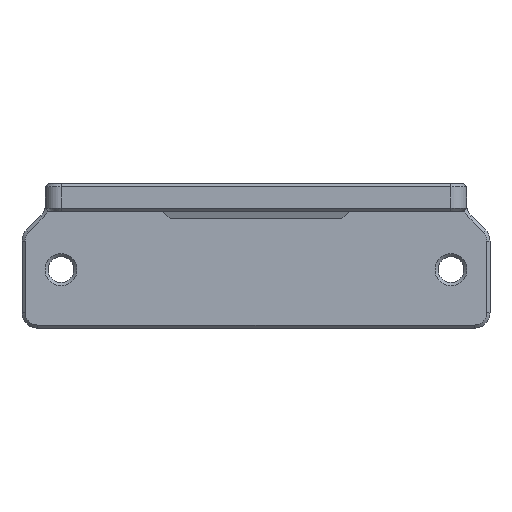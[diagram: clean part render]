
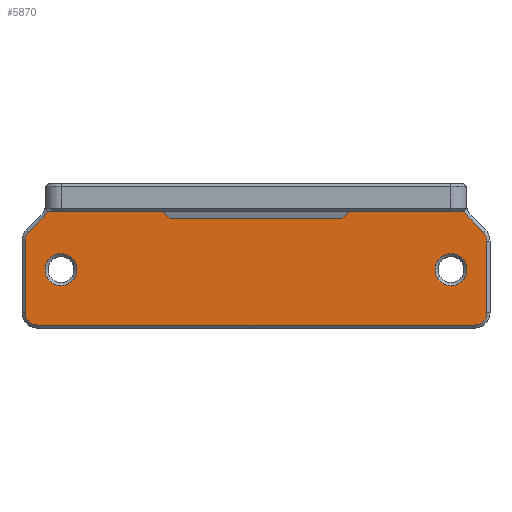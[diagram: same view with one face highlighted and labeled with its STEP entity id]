
A CAD part, front view. The second image highlights one B-rep face of the part: STEP entity #5870.
In plain terms, the highlighted planar face has unit normal (0, -1, 0).
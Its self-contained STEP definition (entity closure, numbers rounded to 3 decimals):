
#148=FACE_BOUND('',#870,.T.);
#149=FACE_BOUND('',#871,.T.);
#520=FACE_OUTER_BOUND('',#869,.T.);
#869=EDGE_LOOP('',(#5077,#5078,#5079,#5080,#5081,#5082,#5083,#5084,#5085,
#5086,#5087,#5088,#5089,#5090));
#870=EDGE_LOOP('',(#5091));
#871=EDGE_LOOP('',(#5092));
#1124=CIRCLE('',#6412,1.6);
#1125=CIRCLE('',#6415,2.4);
#1126=CIRCLE('',#6417,2.4);
#1127=CIRCLE('',#6420,1.6);
#1128=CIRCLE('',#6423,1.6);
#1129=CIRCLE('',#6426,1.6);
#1130=CIRCLE('',#6428,2.05);
#1131=CIRCLE('',#6430,2.05);
#1614=LINE('',#10042,#2176);
#1618=LINE('',#10051,#2180);
#1620=LINE('',#10068,#2182);
#1624=LINE('',#10077,#2186);
#1626=LINE('',#10084,#2188);
#1632=LINE('',#10106,#2194);
#1640=LINE('',#10125,#2202);
#1641=LINE('',#10127,#2203);
#2176=VECTOR('',#7898,10.);
#2180=VECTOR('',#7908,10.);
#2182=VECTOR('',#7920,10.);
#2186=VECTOR('',#7930,10.);
#2188=VECTOR('',#7938,10.);
#2194=VECTOR('',#7966,10.);
#2202=VECTOR('',#7986,10.);
#2203=VECTOR('',#7989,10.);
#2716=VERTEX_POINT('',#10039);
#2717=VERTEX_POINT('',#10041);
#2718=VERTEX_POINT('',#10045);
#2719=VERTEX_POINT('',#10049);
#2720=VERTEX_POINT('',#10053);
#2721=VERTEX_POINT('',#10059);
#2722=VERTEX_POINT('',#10060);
#2723=VERTEX_POINT('',#10067);
#2724=VERTEX_POINT('',#10071);
#2725=VERTEX_POINT('',#10075);
#2726=VERTEX_POINT('',#10079);
#2727=VERTEX_POINT('',#10083);
#2728=VERTEX_POINT('',#10089);
#2729=VERTEX_POINT('',#10093);
#2732=VERTEX_POINT('',#10105);
#2737=VERTEX_POINT('',#10123);
#3501=EDGE_CURVE('',#2716,#2717,#1614,.T.);
#3504=EDGE_CURVE('',#2717,#2718,#1124,.T.);
#3506=EDGE_CURVE('',#2718,#2719,#1618,.T.);
#3507=EDGE_CURVE('',#2719,#2720,#1125,.T.);
#3509=EDGE_CURVE('',#2721,#2722,#1126,.T.);
#3512=EDGE_CURVE('',#2722,#2723,#1620,.T.);
#3515=EDGE_CURVE('',#2723,#2724,#1127,.T.);
#3517=EDGE_CURVE('',#2724,#2725,#1624,.T.);
#3518=EDGE_CURVE('',#2725,#2726,#1128,.T.);
#3520=EDGE_CURVE('',#2726,#2727,#1626,.T.);
#3522=EDGE_CURVE('',#2727,#2716,#1129,.T.);
#3523=EDGE_CURVE('',#2728,#2728,#1130,.T.);
#3525=EDGE_CURVE('',#2729,#2729,#1131,.T.);
#3531=EDGE_CURVE('',#2720,#2732,#1632,.F.);
#3541=EDGE_CURVE('',#2721,#2737,#1640,.T.);
#3542=EDGE_CURVE('',#2732,#2737,#1641,.T.);
#5077=ORIENTED_EDGE('',*,*,#3522,.F.);
#5078=ORIENTED_EDGE('',*,*,#3520,.F.);
#5079=ORIENTED_EDGE('',*,*,#3518,.F.);
#5080=ORIENTED_EDGE('',*,*,#3517,.F.);
#5081=ORIENTED_EDGE('',*,*,#3515,.F.);
#5082=ORIENTED_EDGE('',*,*,#3512,.F.);
#5083=ORIENTED_EDGE('',*,*,#3509,.F.);
#5084=ORIENTED_EDGE('',*,*,#3541,.T.);
#5085=ORIENTED_EDGE('',*,*,#3542,.F.);
#5086=ORIENTED_EDGE('',*,*,#3531,.F.);
#5087=ORIENTED_EDGE('',*,*,#3507,.F.);
#5088=ORIENTED_EDGE('',*,*,#3506,.F.);
#5089=ORIENTED_EDGE('',*,*,#3504,.F.);
#5090=ORIENTED_EDGE('',*,*,#3501,.F.);
#5091=ORIENTED_EDGE('',*,*,#3525,.F.);
#5092=ORIENTED_EDGE('',*,*,#3523,.F.);
#5561=PLANE('',#6442);
#5870=ADVANCED_FACE('',(#520,#148,#149),#5561,.T.);
#6412=AXIS2_PLACEMENT_3D('',#10047,#7903,#7904);
#6415=AXIS2_PLACEMENT_3D('',#10054,#7911,#7912);
#6417=AXIS2_PLACEMENT_3D('',#10061,#7915,#7916);
#6420=AXIS2_PLACEMENT_3D('',#10073,#7925,#7926);
#6423=AXIS2_PLACEMENT_3D('',#10080,#7933,#7934);
#6426=AXIS2_PLACEMENT_3D('',#10087,#7942,#7943);
#6428=AXIS2_PLACEMENT_3D('',#10090,#7946,#7947);
#6430=AXIS2_PLACEMENT_3D('',#10094,#7951,#7952);
#6442=AXIS2_PLACEMENT_3D('',#10126,#7987,#7988);
#7898=DIRECTION('',(0.,0.,1.));
#7903=DIRECTION('center_axis',(0.,1.,0.));
#7904=DIRECTION('ref_axis',(-0.924,0.,0.383));
#7908=DIRECTION('',(0.707,0.,0.707));
#7911=DIRECTION('center_axis',(0.,-1.,0.));
#7912=DIRECTION('ref_axis',(0.924,0.,-0.383));
#7915=DIRECTION('center_axis',(0.,-1.,0.));
#7916=DIRECTION('ref_axis',(-0.924,0.,-0.383));
#7920=DIRECTION('',(0.707,0.,-0.707));
#7925=DIRECTION('center_axis',(0.,1.,0.));
#7926=DIRECTION('ref_axis',(0.924,0.,0.383));
#7930=DIRECTION('',(0.,0.,-1.));
#7933=DIRECTION('center_axis',(0.,1.,0.));
#7934=DIRECTION('ref_axis',(0.707,0.,-0.707));
#7938=DIRECTION('',(-1.,0.,0.));
#7942=DIRECTION('center_axis',(0.,1.,0.));
#7943=DIRECTION('ref_axis',(-0.707,0.,-0.707));
#7946=DIRECTION('center_axis',(0.,-1.,0.));
#7947=DIRECTION('ref_axis',(1.,0.,0.));
#7951=DIRECTION('center_axis',(0.,-1.,0.));
#7952=DIRECTION('ref_axis',(1.,0.,0.));
#7966=DIRECTION('',(-0.707,0.,0.707));
#7986=DIRECTION('',(-0.707,0.,-0.707));
#7987=DIRECTION('center_axis',(0.,-1.,0.));
#7988=DIRECTION('ref_axis',(-1.,0.,0.));
#7989=DIRECTION('',(1.,0.,0.));
#10039=CARTESIAN_POINT('',(-29.6,-29.,-13.));
#10041=CARTESIAN_POINT('',(-29.6,-29.,-3.828));
#10042=CARTESIAN_POINT('',(-29.6,-29.,0.));
#10045=CARTESIAN_POINT('',(-29.131,-29.,-2.697));
#10047=CARTESIAN_POINT('Origin',(-28.,-29.,-3.828));
#10049=CARTESIAN_POINT('',(-27.303,-29.,-0.869));
#10051=CARTESIAN_POINT('',(-12.467,-29.,13.967));
#10053=CARTESIAN_POINT('',(-26.71,-29.,0.11));
#10054=CARTESIAN_POINT('Origin',(-29.,-29.,0.828));
#10059=CARTESIAN_POINT('',(26.71,-29.,0.11));
#10060=CARTESIAN_POINT('',(27.303,-29.,-0.869));
#10061=CARTESIAN_POINT('Origin',(29.,-29.,0.828));
#10067=CARTESIAN_POINT('',(29.131,-29.,-2.697));
#10068=CARTESIAN_POINT('',(34.229,-29.,-7.795));
#10071=CARTESIAN_POINT('',(29.6,-29.,-3.828));
#10073=CARTESIAN_POINT('Origin',(28.,-29.,-3.828));
#10075=CARTESIAN_POINT('',(29.6,-29.,-13.));
#10077=CARTESIAN_POINT('',(29.6,-29.,0.));
#10079=CARTESIAN_POINT('',(28.,-29.,-14.6));
#10080=CARTESIAN_POINT('Origin',(28.,-29.,-13.));
#10083=CARTESIAN_POINT('',(-28.,-29.,-14.6));
#10084=CARTESIAN_POINT('',(15.,-29.,-14.6));
#10087=CARTESIAN_POINT('Origin',(-28.,-29.,-13.));
#10089=CARTESIAN_POINT('',(22.95,-29.,-7.5));
#10090=CARTESIAN_POINT('Origin',(25.,-29.,-7.5));
#10093=CARTESIAN_POINT('',(-27.05,-29.,-7.5));
#10094=CARTESIAN_POINT('Origin',(-25.,-29.,-7.5));
#10105=CARTESIAN_POINT('',(-26.6,-29.,0.));
#10106=CARTESIAN_POINT('',(-12.55,-29.,-14.05));
#10123=CARTESIAN_POINT('',(26.6,-29.,0.));
#10125=CARTESIAN_POINT('',(27.55,-29.,0.95));
#10126=CARTESIAN_POINT('Origin',(30.,-29.,0.));
#10127=CARTESIAN_POINT('',(15.,-29.,0.));
